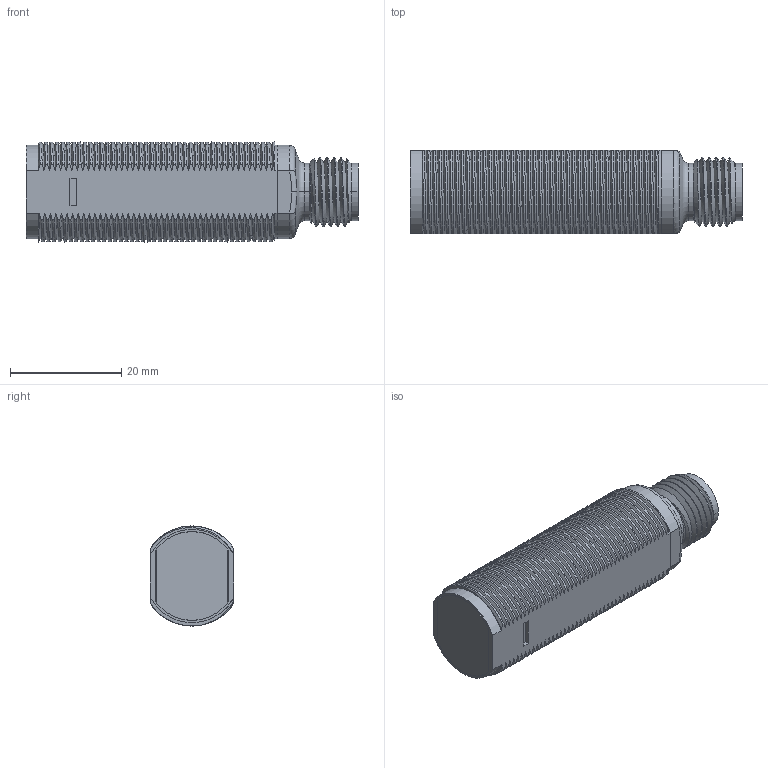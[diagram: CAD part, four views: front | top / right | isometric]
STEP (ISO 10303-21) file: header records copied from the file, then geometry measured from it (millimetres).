
FILE_DESCRIPTION((''),'2;1');
FILE_NAME('GLK18_PLUG','2011-08-05T',('XHMao'),(''),'PRO/ENGINEER BY PARAMETRIC TECHNOLOGY CORPORATION, 2006140','PRO/ENGINEER BY PARAMETRIC TECHNOLOGY CORPORATION, 2006140','');
FILE_SCHEMA(('CONFIG_CONTROL_DESIGN'));
Length unit declared in the file: millimetre
Products named in the file (1): GLK18_PLUG
Bounding box: 59.72 x 15 x 18 mm (x, y, z)
Volume: 11723.4 mm3; surface area: 5011.5 mm2
Topology: 1 solids, 1 shells, 398 faces, 1120 edges, 744 vertices
Faces by surface type: bspline 207, cylinder 125, plane 40, cone 20, torus 6
Entity records: 29830 total; most frequent: CARTESIAN_POINT 21461, ORIENTED_EDGE 2220, EDGE_CURVE 1110, DIRECTION 915, VERTEX_POINT 724, B_SPLINE_CURVE_WITH_KNOTS 693, EDGE_LOOP 408, FACE_OUTER_BOUND 398
